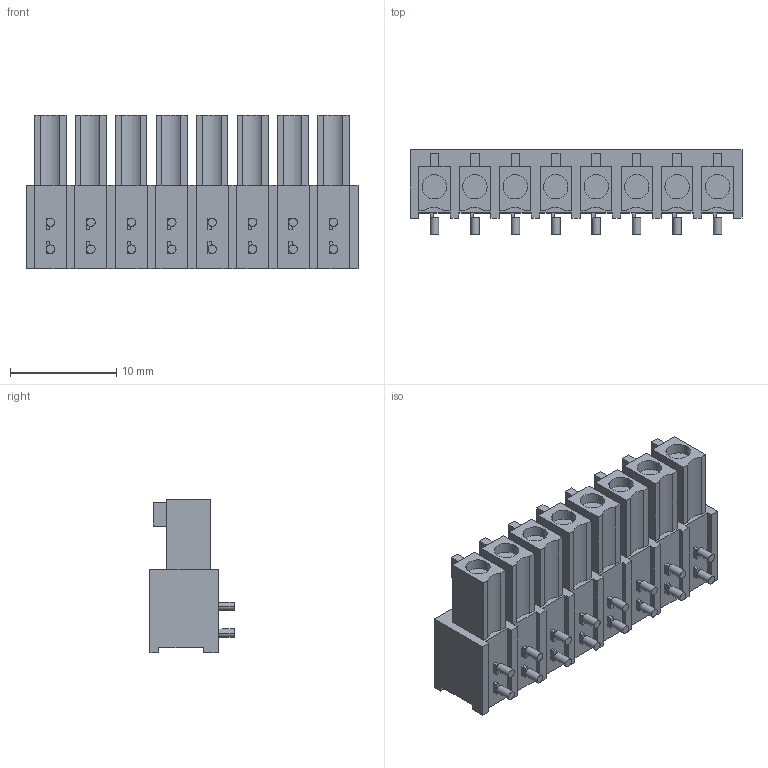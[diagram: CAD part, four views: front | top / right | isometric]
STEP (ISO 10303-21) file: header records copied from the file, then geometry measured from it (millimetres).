
FILE_DESCRIPTION(('CATIA V5 STEP Exchange','CAx-IF Rec.Pracs.--- Model Styling and Organization---1.2---2011-12-15'),'2;1');
FILE_NAME ('D1460853_0_1974850000_1974850000.stp','2016-12-07T15:24:57+00:00',('none'),('Weidmueller'),'CATIA Version 5-6 Release 2014','CATIA V5 STEP AP214','none');
FILE_SCHEMA(('AUTOMOTIVE_DESIGN { 1 0 10303 214 1 1 1 1 }'));
Length unit declared in the file: millimetre
Products named in the file (1): 1974850000_S
Bounding box: 31.27 x 7.95 x 14.5 mm (x, y, z)
Volume: 1989.5 mm3; surface area: 2154 mm2
Topology: 17 solids, 17 shells, 450 faces, 1106 edges, 730 vertices
Faces by surface type: plane 378, cylinder 72
Entity records: 11773 total; most frequent: ORIENTED_EDGE 2212, CARTESIAN_POINT 2157, DIRECTION 1474, EDGE_CURVE 1106, VECTOR 914, LINE 914, VERTEX_POINT 730, EDGE_LOOP 490
